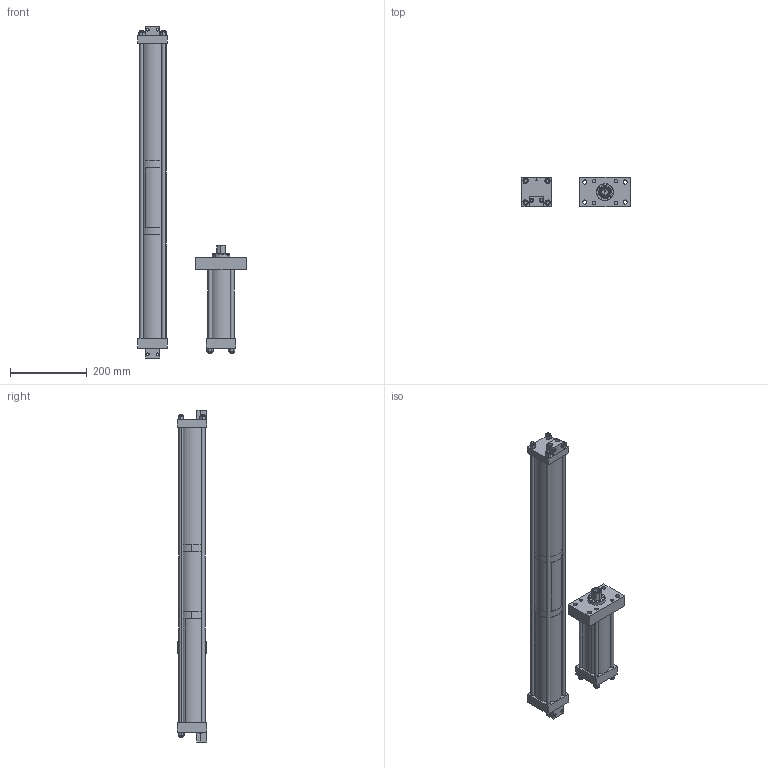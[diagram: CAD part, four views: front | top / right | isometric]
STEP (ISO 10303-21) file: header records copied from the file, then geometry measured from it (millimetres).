
FILE_DESCRIPTION (( 'STEP AP203' ), '1' );
FILE_NAME ('HPS-2-2.00-.75-FH.STEP', '2020-05-19T13:05:00', ( '' ), ( '' ), 'SwSTEP 2.0', 'SolidWorks 2018', '' );
FILE_SCHEMA (( 'CONFIG_CONTROL_DESIGN' ));
Length unit declared in the file: inch
Products named in the file (17): F0262; E0261_.75; E0213; ES0214_.75; E0264; F0103; NLN .375; HPS-2-2.00-.75-FH; E0263_2.0-.75; E0101; E0204; E0260_2.0; E02BRK; EI0205_2.0-.25; E0259; G0210; E0211_2.0
Assembly tree (30 placements, depth 2):
  HPS-2-2.00-.75-FH
    E0204
    F0103
    E0101
    EI0205_2.0-.25
    G0210
    E0211_2.0
    E0213
    E0264
    NLN .375  x8
    E0259
    ES0214_.75
    E0260_2.0  x4
    E0261_.75
    F0262
    E0263_2.0-.75  x4
    E02BRK  x2
Bounding box: 280.97 x 76.2 x 863.35 mm (x, y, z)
Volume: 1949738.2 mm3; surface area: 722625.6 mm2
Topology: 30 solids, 30 shells, 502 faces, 1146 edges, 749 vertices
Faces by surface type: cylinder 260, plane 200, cone 40, torus 2
Entity records: 13448 total; most frequent: CARTESIAN_POINT 2896, DIRECTION 1893, ORIENTED_EDGE 1588, EDGE_CURVE 794, AXIS2_PLACEMENT_3D 782, VERTEX_POINT 517, EDGE_LOOP 461, CIRCLE 407
